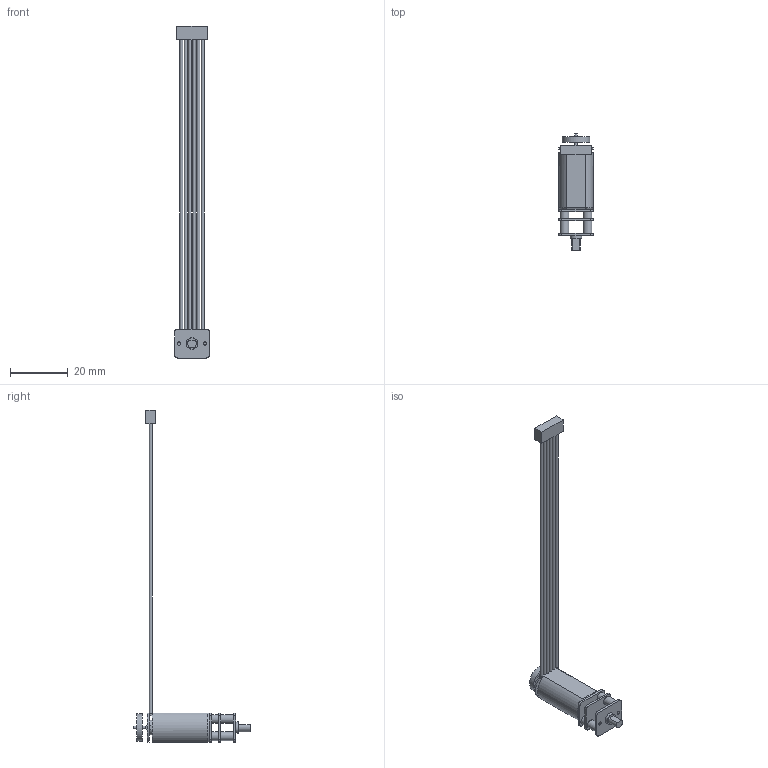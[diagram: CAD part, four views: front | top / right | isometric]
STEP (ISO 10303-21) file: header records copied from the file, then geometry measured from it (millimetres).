
FILE_DESCRIPTION( ( 'Unknown' ), '1' );
FILE_NAME( 'SDS1220-FE.stp', 'Unknown', ( 'Unknown' ), ( 'Unknown' ), 'PSStep 17.0.49', 'Unknown', ' ' );
FILE_SCHEMA( ( 'AUTOMOTIVE_DESIGN { 1 0 10303 214 1 1 1 1 }' ) );
Length unit declared in the file: millimetre
Products named in the file (1): 1
Bounding box: 12 x 40.25 x 114.8 mm (x, y, z)
Volume: 3335.8 mm3; surface area: 4162.1 mm2
Topology: 1 solids, 1 shells, 111 faces, 283 edges, 186 vertices
Faces by surface type: plane 71, cylinder 38, torus 2
Full cylindrical faces by diameter (mm): 1 x8, 1.221 x2, 3 x4, 4 x1, 5 x1, 9.5 x1
Entity records: 4162 total; most frequent: CARTESIAN_POINT 568, DIRECTION 560, ORIENTED_EDGE 516, EDGE_CURVE 258, AXIS2_PLACEMENT_3D 194, VERTEX_POINT 178, LINE 172, VECTOR 172
